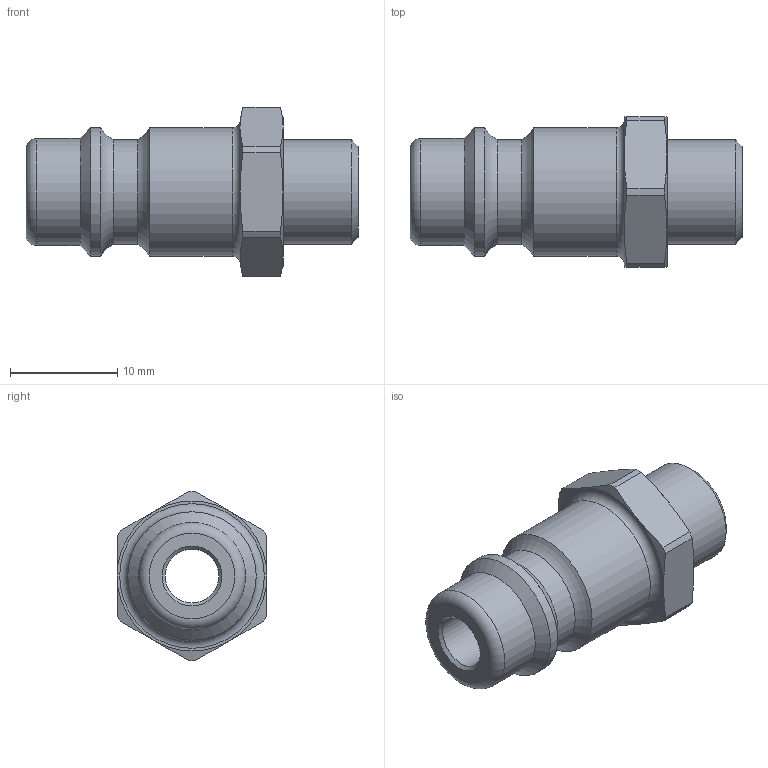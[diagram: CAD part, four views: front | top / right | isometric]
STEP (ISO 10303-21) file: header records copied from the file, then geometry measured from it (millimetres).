
FILE_DESCRIPTION((''),'2;1');
FILE_NAME('26sfaw10mxn.stp','2014-01-29T15:42:53',('IA176480'),(''),'Autodesk Inventor 2013','Autodesk Inventor 2013','');
FILE_SCHEMA(('AUTOMOTIVE_DESIGN { 1 0 10303 214 1 1 1 1 }'));
Length unit declared in the file: millimetre
Products named in the file (1): D106784
Bounding box: 31 x 14 x 15.8 mm (x, y, z)
Volume: 2472.2 mm3; surface area: 1843.4 mm2
Topology: 1 solids, 1 shells, 42 faces, 91 edges, 53 vertices
Faces by surface type: cone 16, cylinder 12, plane 10, torus 4
Full cylindrical faces by diameter (mm): 5 x1, 9.728 x1, 9.75 x1, 10 x1, 12 x2
Entity records: 1068 total; most frequent: CARTESIAN_POINT 221, DIRECTION 180, ORIENTED_EDGE 154, AXIS2_PLACEMENT_3D 84, EDGE_CURVE 77, EDGE_LOOP 60, VERTEX_POINT 53, FACE_OUTER_BOUND 42
